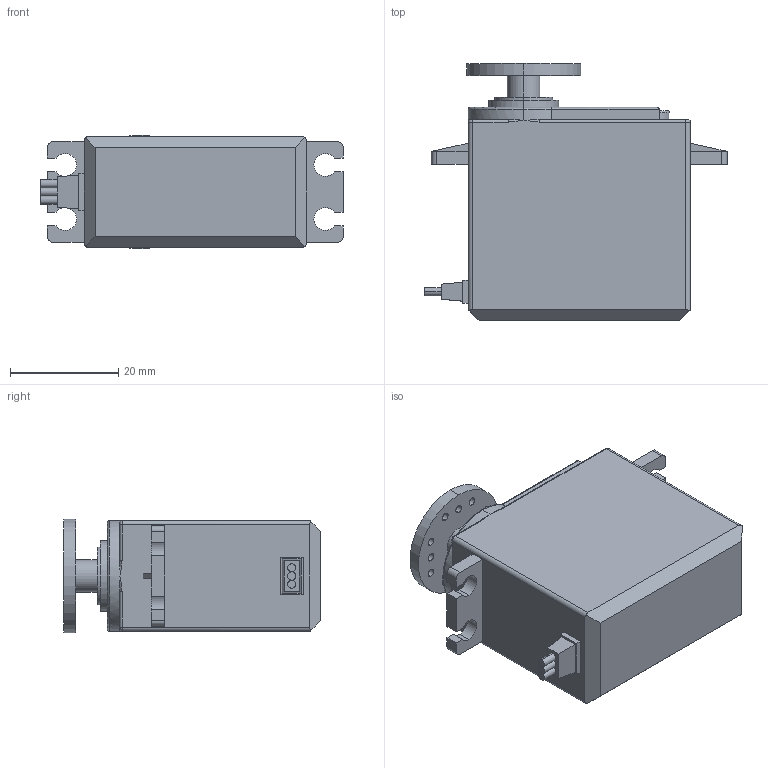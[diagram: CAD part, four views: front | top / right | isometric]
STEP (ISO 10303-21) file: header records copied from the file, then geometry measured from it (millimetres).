
FILE_DESCRIPTION(('CAx-IF Rec.Pracs.---Model Styling and Organization---1.5---2016-08-15','CAx-IF Rec.Pracs.---Geometric and Assembly Validation Properties---4.4---2016-08-17','CAx-IF Rec.Pracs.---User Defined Attributes---1.5---2016-08-15','CAx-IF Rec.Pracs.---External References---2.1---2005-01-19'),'2;1');
FILE_NAME('Servo MG996R_r2.stp','2024-03-04T21:48:35',('Unspecified'),('Unspecified'),'CAD Exchanger 3.24.0 (cadexchanger.com)','Unspecified','');
FILE_SCHEMA(('AP242_MANAGED_MODEL_BASED_3D_ENGINEERING_MIM_LF { 1 0 10303 442 1 1 4 }'));
Length unit declared in the file: millimetre
Products named in the file (1): Servo MG996R_r2
Bounding box: 55.8 x 47.4 x 21 mm (x, y, z)
Volume: 33833.4 mm3; surface area: 7998.9 mm2
Topology: 4 solids, 4 shells, 159 faces, 400 edges, 253 vertices
Faces by surface type: cylinder 76, plane 69, torus 8, bspline 6
Entity records: 5251 total; most frequent: CARTESIAN_POINT 1135, DIRECTION 829, ORIENTED_EDGE 788, EDGE_CURVE 394, AXIS2_PLACEMENT_3D 307, VERTEX_POINT 253, LINE 215, VECTOR 215
